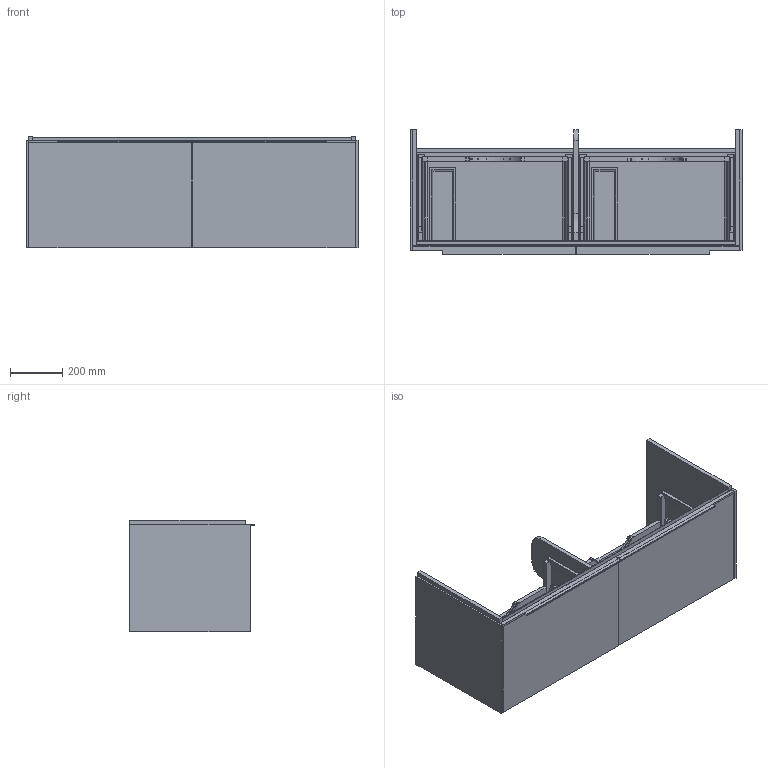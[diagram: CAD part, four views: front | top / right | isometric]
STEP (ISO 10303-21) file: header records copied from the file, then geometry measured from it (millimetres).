
FILE_DESCRIPTION(/* description */ (''),/* implementation_level */ '2;1');
FILE_NAME(/* name */ 'TK017_C5670Z_RFS.stp',/* time_stamp */ '2020-09-29T16:46:35+02:00',/* author */ ('LyrhammerM'),/* organization */ (''),/* preprocessor_version */ 'ST-DEVELOPER v16.1',/* originating_system */ 'Autodesk Inventor 2016',/* authorisation */ '');
FILE_SCHEMA (('AUTOMOTIVE_DESIGN { 1 0 10303 214 3 1 1 }'));
Products named in the file (1): TK017_C5670Z_RFS
Bounding box: 1272 x 478 x 429 mm (x, y, z)
Volume: 39065560.3 mm3; surface area: 6388544.2 mm2
Topology: 40 solids, 40 shells, 2427 faces, 6515 edges, 4280 vertices
Faces by surface type: plane 1519, cylinder 738, bspline 102, cone 36, sphere 18, torus 14
Full cylindrical faces by diameter (mm): 2.5 x4, 5 x4, 5.1 x4, 6 x12, 7.2 x4, 10 x4, 12 x4, 12.2 x4
Entity records: 83671 total; most frequent: CARTESIAN_POINT 21931, ORIENTED_EDGE 12826, DIRECTION 12493, EDGE_CURVE 6413, LINE 4613, VECTOR 4613, VERTEX_POINT 4256, AXIS2_PLACEMENT_3D 3940
